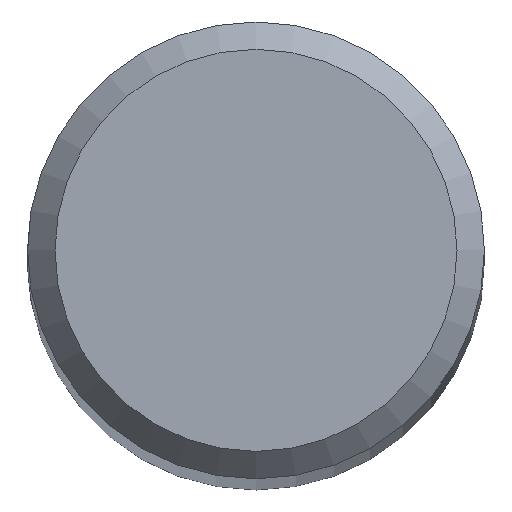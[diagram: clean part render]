
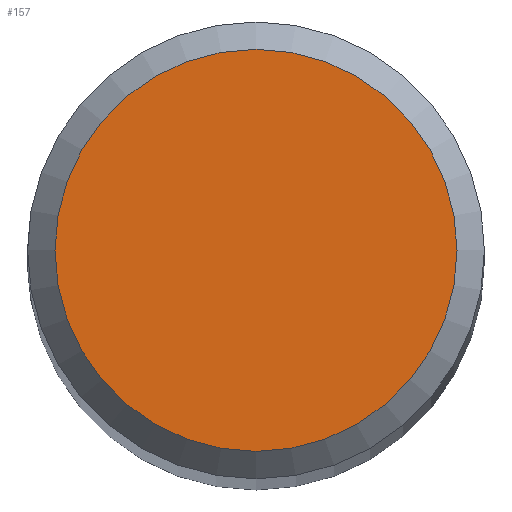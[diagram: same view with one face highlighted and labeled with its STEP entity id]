
A CAD part, top view. The second image highlights one B-rep face of the part: STEP entity #157.
In plain terms, the highlighted planar face has unit normal (0, 0, 1).
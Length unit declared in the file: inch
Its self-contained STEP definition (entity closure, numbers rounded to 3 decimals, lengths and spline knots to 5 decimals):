
#16=PLANE('',#196);
#32=CIRCLE('',#195,0.11);
#39=FACE_OUTER_BOUND('',#50,.T.);
#50=EDGE_LOOP('',(#137));
#83=VERTEX_POINT('',#350);
#102=EDGE_CURVE('',#83,#83,#32,.T.);
#137=ORIENTED_EDGE('',*,*,#102,.F.);
#157=ADVANCED_FACE('',(#39),#16,.T.);
#195=AXIS2_PLACEMENT_3D('',#351,#235,#236);
#196=AXIS2_PLACEMENT_3D('',#353,#238,#239);
#235=DIRECTION('center_axis',(0.,0.,-1.));
#236=DIRECTION('ref_axis',(-1.,0.,0.));
#238=DIRECTION('center_axis',(0.,0.,1.));
#239=DIRECTION('ref_axis',(1.,0.,0.));
#350=CARTESIAN_POINT('',(0.11,0.,3.52));
#351=CARTESIAN_POINT('Origin',(0.,0.,3.52));
#353=CARTESIAN_POINT('Origin',(0.,0.,
3.52));
